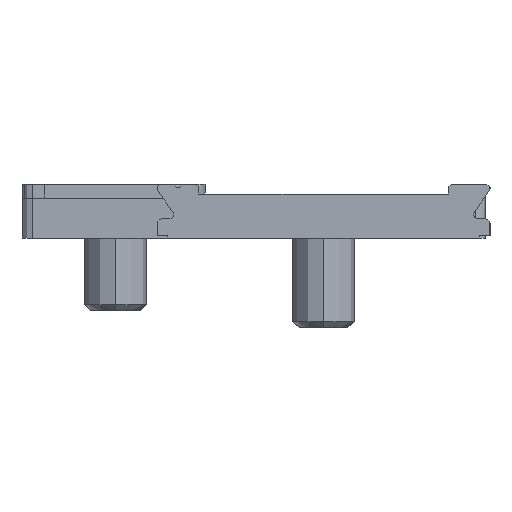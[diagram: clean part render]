
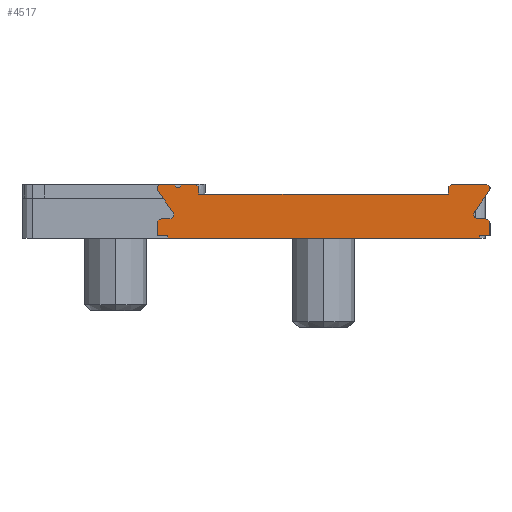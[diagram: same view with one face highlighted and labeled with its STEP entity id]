
A CAD part, left-side view. The second image highlights one B-rep face of the part: STEP entity #4517.
In plain terms, the highlighted planar face has unit normal (-1, 0, 0).
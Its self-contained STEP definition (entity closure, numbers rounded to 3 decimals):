
#45=DIRECTION('',(0.,0.,-1.));
#46=VECTOR('',#45,0.25);
#47=CARTESIAN_POINT('',(0.,-2.,0.25));
#48=LINE('',#47,#46);
#53=DIRECTION('',(0.,-1.,0.));
#54=VECTOR('',#53,12.);
#55=CARTESIAN_POINT('',(0.,-2.,0.));
#56=LINE('',#55,#54);
#60=DIRECTION('',(0.,0.,1.));
#61=VECTOR('',#60,0.25);
#62=CARTESIAN_POINT('',(0.,-14.,0.));
#63=LINE('',#62,#61);
#67=CARTESIAN_POINT('',(0.,-14.2,0.25));
#68=DIRECTION('',(1.,0.,0.));
#69=DIRECTION('',(0.,1.,0.));
#70=AXIS2_PLACEMENT_3D('',#67,#68,#69);
#75=DIRECTION('',(0.,-1.,0.));
#76=VECTOR('',#75,1.65);
#77=CARTESIAN_POINT('',(0.,-14.2,0.45));
#78=LINE('',#77,#76);
#82=CARTESIAN_POINT('',(0.,-15.85,0.3));
#83=DIRECTION('',(1.,0.,0.));
#84=DIRECTION('',(0.,0.,1.));
#85=AXIS2_PLACEMENT_3D('',#82,#83,#84);
#90=DIRECTION('',(0.,0.,-1.));
#91=VECTOR('',#90,0.047);
#92=CARTESIAN_POINT('',(0.,-16.,0.3));
#93=LINE('',#92,#91);
#97=CARTESIAN_POINT('',(0.,-15.85,0.253));
#98=DIRECTION('',(1.,0.,0.));
#99=DIRECTION('',(0.,-1.,0.));
#100=AXIS2_PLACEMENT_3D('',#97,#98,#99);
#105=DIRECTION('',(0.,0.574,-0.819));
#106=VECTOR('',#105,1.285);
#107=CARTESIAN_POINT('',(0.,-15.973,0.167));
#108=LINE('',#107,#106);
#112=CARTESIAN_POINT('',(0.,-15.4,-1.));
#113=DIRECTION('',(-1.,0.,0.));
#114=DIRECTION('',(0.,0.819,0.574));
#115=AXIS2_PLACEMENT_3D('',#112,#113,#114);
#120=DIRECTION('',(0.,-1.,0.));
#121=VECTOR('',#120,0.4);
#122=CARTESIAN_POINT('',(0.,-15.4,-1.2));
#123=LINE('',#122,#121);
#127=CARTESIAN_POINT('',(0.,-15.8,-1.4));
#128=DIRECTION('',(1.,0.,0.));
#129=DIRECTION('',(0.,0.,1.));
#130=AXIS2_PLACEMENT_3D('',#127,#128,#129);
#135=DIRECTION('',(0.,0.,-1.));
#136=VECTOR('',#135,0.6);
#137=CARTESIAN_POINT('',(0.,-16.,-1.4));
#138=LINE('',#137,#136);
#142=DIRECTION('',(0.,1.,0.));
#143=VECTOR('',#142,0.5);
#144=CARTESIAN_POINT('',(0.,-16.,-2.));
#145=LINE('',#144,#143);
#149=DIRECTION('',(0.,0.,-1.));
#150=VECTOR('',#149,0.13);
#151=CARTESIAN_POINT('',(0.,-15.5,-2.));
#152=LINE('',#151,#150);
#156=DIRECTION('',(0.,1.,0.));
#157=VECTOR('',#156,15.);
#158=CARTESIAN_POINT('',(0.,-15.5,-2.13));
#159=LINE('',#158,#157);
#163=DIRECTION('',(0.,0.,1.));
#164=VECTOR('',#163,0.13);
#165=CARTESIAN_POINT('',(0.,-0.5,-2.13));
#166=LINE('',#165,#164);
#170=DIRECTION('',(0.,1.,0.));
#171=VECTOR('',#170,0.5);
#172=CARTESIAN_POINT('',(0.,-0.5,-2.));
#173=LINE('',#172,#171);
#177=DIRECTION('',(0.,0.,1.));
#178=VECTOR('',#177,0.6);
#179=CARTESIAN_POINT('',(0.,0.,-2.));
#180=LINE('',#179,#178);
#184=CARTESIAN_POINT('',(0.,-0.2,-1.4));
#185=DIRECTION('',(1.,0.,0.));
#186=DIRECTION('',(0.,1.,0.));
#187=AXIS2_PLACEMENT_3D('',#184,#185,#186);
#192=DIRECTION('',(0.,-1.,0.));
#193=VECTOR('',#192,0.4);
#194=CARTESIAN_POINT('',(0.,-0.2,-1.2));
#195=LINE('',#194,#193);
#199=CARTESIAN_POINT('',(0.,-0.6,-1.));
#200=DIRECTION('',(-1.,0.,0.));
#201=DIRECTION('',(0.,0.,-1.));
#202=AXIS2_PLACEMENT_3D('',#199,#200,#201);
#207=DIRECTION('',(0.,0.574,0.819));
#208=VECTOR('',#207,1.285);
#209=CARTESIAN_POINT('',(0.,-0.764,-0.885));
#210=LINE('',#209,#208);
#214=CARTESIAN_POINT('',(0.,-0.15,0.253));
#215=DIRECTION('',(1.,0.,0.));
#216=DIRECTION('',(0.,0.819,-0.574));
#217=AXIS2_PLACEMENT_3D('',#214,#215,#216);
#222=DIRECTION('',(0.,0.,1.));
#223=VECTOR('',#222,0.047);
#224=CARTESIAN_POINT('',(0.,0.,0.253));
#225=LINE('',#224,#223);
#229=CARTESIAN_POINT('',(0.,-0.15,0.3));
#230=DIRECTION('',(1.,0.,0.));
#231=DIRECTION('',(0.,1.,0.));
#232=AXIS2_PLACEMENT_3D('',#229,#230,#231);
#237=DIRECTION('',(0.,-1.,0.));
#238=VECTOR('',#237,0.7);
#239=CARTESIAN_POINT('',(0.,-0.15,0.45));
#240=LINE('',#239,#238);
#244=CARTESIAN_POINT('',(0.,-1.,0.45));
#245=DIRECTION('',(-1.,0.,0.));
#246=DIRECTION('',(0.,1.,0.));
#247=AXIS2_PLACEMENT_3D('',#244,#245,#246);
#252=DIRECTION('',(0.,-1.,0.));
#253=VECTOR('',#252,0.65);
#254=CARTESIAN_POINT('',(0.,-1.15,0.45));
#255=LINE('',#254,#253);
#259=CARTESIAN_POINT('',(0.,-1.8,0.25));
#260=DIRECTION('',(1.,0.,0.));
#261=DIRECTION('',(0.,0.,1.));
#262=AXIS2_PLACEMENT_3D('',#259,#260,#261);
#3770=CARTESIAN_POINT('',(0.,-14.,0.25));
#3771=CARTESIAN_POINT('',(0.,-14.2,0.45));
#3772=VERTEX_POINT('',#3770);
#3773=VERTEX_POINT('',#3771);
#3774=CARTESIAN_POINT('',(0.,-15.85,0.45));
#3775=VERTEX_POINT('',#3774);
#3776=CARTESIAN_POINT('',(0.,-16.,0.3));
#3777=VERTEX_POINT('',#3776);
#3778=CARTESIAN_POINT('',(0.,-16.,0.253));
#3779=VERTEX_POINT('',#3778);
#3780=CARTESIAN_POINT('',(0.,-15.973,0.167));
#3781=VERTEX_POINT('',#3780);
#3782=CARTESIAN_POINT('',(0.,-15.236,-0.885));
#3783=VERTEX_POINT('',#3782);
#3784=CARTESIAN_POINT('',(0.,-15.4,-1.2));
#3785=VERTEX_POINT('',#3784);
#3786=CARTESIAN_POINT('',(0.,-15.8,-1.2));
#3787=VERTEX_POINT('',#3786);
#3788=CARTESIAN_POINT('',(0.,-16.,-1.4));
#3789=VERTEX_POINT('',#3788);
#3790=CARTESIAN_POINT('',(0.,-16.,-2.));
#3791=VERTEX_POINT('',#3790);
#3792=CARTESIAN_POINT('',(0.,-15.5,-2.));
#3793=VERTEX_POINT('',#3792);
#3794=CARTESIAN_POINT('',(0.,-15.5,-2.13));
#3795=VERTEX_POINT('',#3794);
#3796=CARTESIAN_POINT('',(0.,-0.5,-2.13));
#3797=VERTEX_POINT('',#3796);
#3798=CARTESIAN_POINT('',(0.,-0.5,-2.));
#3799=VERTEX_POINT('',#3798);
#3800=CARTESIAN_POINT('',(0.,0.,-2.));
#3801=VERTEX_POINT('',#3800);
#3802=CARTESIAN_POINT('',(0.,0.,-1.4));
#3803=VERTEX_POINT('',#3802);
#3804=CARTESIAN_POINT('',(0.,-0.2,-1.2));
#3805=VERTEX_POINT('',#3804);
#3806=CARTESIAN_POINT('',(0.,-0.6,-1.2));
#3807=VERTEX_POINT('',#3806);
#3808=CARTESIAN_POINT('',(0.,-0.764,-0.885));
#3809=VERTEX_POINT('',#3808);
#3810=CARTESIAN_POINT('',(0.,-0.027,0.167));
#3811=VERTEX_POINT('',#3810);
#3812=CARTESIAN_POINT('',(0.,0.,0.253));
#3813=VERTEX_POINT('',#3812);
#3814=CARTESIAN_POINT('',(0.,0.,0.3));
#3815=VERTEX_POINT('',#3814);
#3816=CARTESIAN_POINT('',(0.,-0.15,0.45));
#3817=VERTEX_POINT('',#3816);
#3818=CARTESIAN_POINT('',(0.,-0.85,0.45));
#3819=VERTEX_POINT('',#3818);
#3820=CARTESIAN_POINT('',(0.,-1.15,0.45));
#3821=VERTEX_POINT('',#3820);
#3822=CARTESIAN_POINT('',(0.,-1.8,0.45));
#3823=VERTEX_POINT('',#3822);
#3824=CARTESIAN_POINT('',(0.,-2.,0.25));
#3825=VERTEX_POINT('',#3824);
#4086=CARTESIAN_POINT('',(0.,-2.,0.));
#4088=VERTEX_POINT('',#4086);
#4094=CARTESIAN_POINT('',(0.,-14.,0.));
#4096=VERTEX_POINT('',#4094);
#4450=CARTESIAN_POINT('',(0.,0.,0.));
#4451=DIRECTION('',(1.,0.,0.));
#4452=DIRECTION('',(0.,1.,0.));
#4453=AXIS2_PLACEMENT_3D('',#4450,#4451,#4452);
#4454=PLANE('',#4453);
#4456=ORIENTED_EDGE('',*,*,#4455,.T.);
#4458=ORIENTED_EDGE('',*,*,#4457,.T.);
#4460=ORIENTED_EDGE('',*,*,#4459,.T.);
#4462=ORIENTED_EDGE('',*,*,#4461,.T.);
#4464=ORIENTED_EDGE('',*,*,#4463,.T.);
#4466=ORIENTED_EDGE('',*,*,#4465,.T.);
#4468=ORIENTED_EDGE('',*,*,#4467,.T.);
#4470=ORIENTED_EDGE('',*,*,#4469,.T.);
#4472=ORIENTED_EDGE('',*,*,#4471,.T.);
#4474=ORIENTED_EDGE('',*,*,#4473,.T.);
#4476=ORIENTED_EDGE('',*,*,#4475,.T.);
#4478=ORIENTED_EDGE('',*,*,#4477,.T.);
#4480=ORIENTED_EDGE('',*,*,#4479,.T.);
#4482=ORIENTED_EDGE('',*,*,#4481,.T.);
#4484=ORIENTED_EDGE('',*,*,#4483,.T.);
#4486=ORIENTED_EDGE('',*,*,#4485,.T.);
#4488=ORIENTED_EDGE('',*,*,#4487,.T.);
#4490=ORIENTED_EDGE('',*,*,#4489,.T.);
#4492=ORIENTED_EDGE('',*,*,#4491,.T.);
#4494=ORIENTED_EDGE('',*,*,#4493,.T.);
#4496=ORIENTED_EDGE('',*,*,#4495,.T.);
#4498=ORIENTED_EDGE('',*,*,#4497,.T.);
#4500=ORIENTED_EDGE('',*,*,#4499,.T.);
#4502=ORIENTED_EDGE('',*,*,#4501,.T.);
#4504=ORIENTED_EDGE('',*,*,#4503,.T.);
#4506=ORIENTED_EDGE('',*,*,#4505,.T.);
#4508=ORIENTED_EDGE('',*,*,#4507,.T.);
#4510=ORIENTED_EDGE('',*,*,#4509,.T.);
#4512=ORIENTED_EDGE('',*,*,#4511,.T.);
#4514=ORIENTED_EDGE('',*,*,#4513,.T.);
#4515=EDGE_LOOP('',(#4456,#4458,#4460,#4462,#4464,#4466,#4468,#4470,#4472,#4474,
#4476,#4478,#4480,#4482,#4484,#4486,#4488,#4490,#4492,#4494,#4496,#4498,#4500,
#4502,#4504,#4506,#4508,#4510,#4512,#4514));
#4516=FACE_OUTER_BOUND('',#4515,.F.);
#71=CIRCLE('',#70,0.2);
#86=CIRCLE('',#85,0.15);
#101=CIRCLE('',#100,0.15);
#116=CIRCLE('',#115,0.2);
#131=CIRCLE('',#130,0.2);
#188=CIRCLE('',#187,0.2);
#203=CIRCLE('',#202,0.2);
#218=CIRCLE('',#217,0.15);
#233=CIRCLE('',#232,0.15);
#248=CIRCLE('',#247,0.15);
#263=CIRCLE('',#262,0.2);
#4455=EDGE_CURVE('',#3825,#4088,#48,.T.);
#4457=EDGE_CURVE('',#4088,#4096,#56,.T.);
#4459=EDGE_CURVE('',#4096,#3772,#63,.T.);
#4461=EDGE_CURVE('',#3772,#3773,#71,.T.);
#4463=EDGE_CURVE('',#3773,#3775,#78,.T.);
#4465=EDGE_CURVE('',#3775,#3777,#86,.T.);
#4467=EDGE_CURVE('',#3777,#3779,#93,.T.);
#4469=EDGE_CURVE('',#3779,#3781,#101,.T.);
#4471=EDGE_CURVE('',#3781,#3783,#108,.T.);
#4473=EDGE_CURVE('',#3783,#3785,#116,.T.);
#4475=EDGE_CURVE('',#3785,#3787,#123,.T.);
#4477=EDGE_CURVE('',#3787,#3789,#131,.T.);
#4479=EDGE_CURVE('',#3789,#3791,#138,.T.);
#4481=EDGE_CURVE('',#3791,#3793,#145,.T.);
#4483=EDGE_CURVE('',#3793,#3795,#152,.T.);
#4485=EDGE_CURVE('',#3795,#3797,#159,.T.);
#4487=EDGE_CURVE('',#3797,#3799,#166,.T.);
#4489=EDGE_CURVE('',#3799,#3801,#173,.T.);
#4491=EDGE_CURVE('',#3801,#3803,#180,.T.);
#4493=EDGE_CURVE('',#3803,#3805,#188,.T.);
#4495=EDGE_CURVE('',#3805,#3807,#195,.T.);
#4497=EDGE_CURVE('',#3807,#3809,#203,.T.);
#4499=EDGE_CURVE('',#3809,#3811,#210,.T.);
#4501=EDGE_CURVE('',#3811,#3813,#218,.T.);
#4503=EDGE_CURVE('',#3813,#3815,#225,.T.);
#4505=EDGE_CURVE('',#3815,#3817,#233,.T.);
#4507=EDGE_CURVE('',#3817,#3819,#240,.T.);
#4509=EDGE_CURVE('',#3819,#3821,#248,.T.);
#4511=EDGE_CURVE('',#3821,#3823,#255,.T.);
#4513=EDGE_CURVE('',#3823,#3825,#263,.T.);
#4517=ADVANCED_FACE('',(#4516),#4454,.F.);
